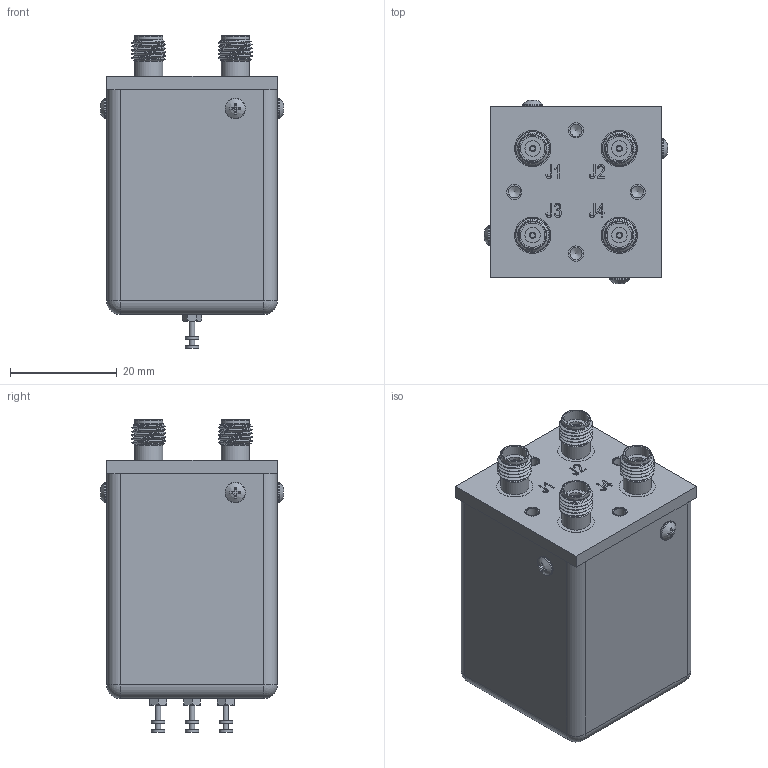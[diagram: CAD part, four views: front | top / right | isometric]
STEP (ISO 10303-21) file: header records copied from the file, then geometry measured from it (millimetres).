
FILE_DESCRIPTION (( 'STEP AP203' ), '1' );
FILE_NAME ('PE71S6123_3D.step', '2020-08-27T14:57:29', ( '' ), ( '' ), 'SwSTEP 2.0', 'SolidWorks 2018', '' );
FILE_SCHEMA (( 'CONFIG_CONTROL_DESIGN' ));
Length unit declared in the file: inch
Products named in the file (1): PE71S6123_3D
Bounding box: 34.51 x 34.51 x 58.67 mm (x, y, z)
Volume: 45979.2 mm3; surface area: 8838.2 mm2
Topology: 1 solids, 1 shells, 482 faces, 1216 edges, 798 vertices
Faces by surface type: plane 285, bspline 75, cylinder 64, cone 54, sphere 4
Full cylindrical faces by diameter (mm): 0.914 x4, 1.016 x6, 1.168 x4, 2.261 x4, 2.54 x6, 2.845 x4, 2.92 x4, 3.83 x4, 4.572 x4, 5.3 x8, 6.824 x4
Entity records: 20734 total; most frequent: CARTESIAN_POINT 10194, ORIENTED_EDGE 2234, DIRECTION 1856, EDGE_CURVE 1117, VERTEX_POINT 775, AXIS2_PLACEMENT_3D 650, EDGE_LOOP 620, LINE 556
